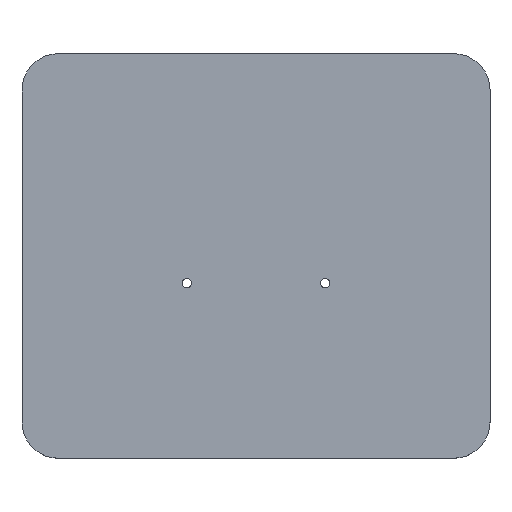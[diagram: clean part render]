
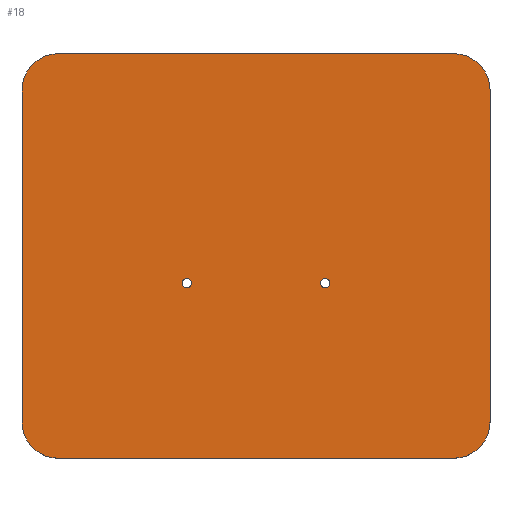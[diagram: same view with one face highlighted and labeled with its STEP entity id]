
A CAD part, top view. The second image highlights one B-rep face of the part: STEP entity #18.
In plain terms, the highlighted planar face has unit normal (0, 0, 1).
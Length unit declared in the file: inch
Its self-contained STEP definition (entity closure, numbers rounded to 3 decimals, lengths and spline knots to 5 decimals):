
#2 = DIRECTION ( 'NONE',  ( -1., 0., 0. ) ) ;
#4 = VERTEX_POINT ( 'NONE', #208 ) ;
#9 = FACE_BOUND ( 'NONE', #270, .T. ) ;
#11 = DIRECTION ( 'NONE',  ( 0., 0., 1. ) ) ;
#17 = CARTESIAN_POINT ( 'NONE',  ( -4.29134, -4.38976, 0.66929 ) ) ;
#18 = ADVANCED_FACE ( 'NONE', ( #9, #523, #296 ), #407, .F. ) ;
#29 = CIRCLE ( 'NONE', #279, 0.7874 ) ;
#35 = VERTEX_POINT ( 'NONE', #112 ) ;
#39 = DIRECTION ( 'NONE',  ( -1., 0., 0. ) ) ;
#45 = EDGE_CURVE ( 'NONE', #212, #360, #471, .T. ) ;
#48 = EDGE_LOOP ( 'NONE', ( #443, #472 ) ) ;
#49 = LINE ( 'NONE', #478, #464 ) ;
#50 = ORIENTED_EDGE ( 'NONE', *, *, #462, .T. ) ;
#52 = CARTESIAN_POINT ( 'NONE',  ( 1.3995, -0.59055, 0.66929 ) ) ;
#67 = EDGE_CURVE ( 'NONE', #119, #168, #150, .T. ) ;
#70 = CIRCLE ( 'NONE', #439, 0.1005 ) ;
#72 = ORIENTED_EDGE ( 'NONE', *, *, #347, .T. ) ;
#80 = VERTEX_POINT ( 'NONE', #263 ) ;
#82 = VECTOR ( 'NONE', #341, 39.37008 ) ;
#84 = DIRECTION ( 'NONE',  ( 0., 0., 1. ) ) ;
#85 = DIRECTION ( 'NONE',  ( 0., 0., -1. ) ) ;
#94 = VERTEX_POINT ( 'NONE', #454 ) ;
#112 = CARTESIAN_POINT ( 'NONE',  ( 1.6005, -0.59055, 0.66929 ) ) ;
#119 = VERTEX_POINT ( 'NONE', #17 ) ;
#120 = EDGE_CURVE ( 'NONE', #168, #94, #358, .T. ) ;
#127 = DIRECTION ( 'NONE',  ( -1., 0., 0. ) ) ;
#133 = LINE ( 'NONE', #404, #411 ) ;
#149 = CARTESIAN_POINT ( 'NONE',  ( 4.29134, -4.38976, 0.66929 ) ) ;
#150 = LINE ( 'NONE', #149, #82 ) ;
#156 = VECTOR ( 'NONE', #231, 39.37008 ) ;
#158 = CARTESIAN_POINT ( 'NONE',  ( 5.07874, 3.60236, 0.66929 ) ) ;
#163 = DIRECTION ( 'NONE',  ( 0., 0., -1. ) ) ;
#166 = ORIENTED_EDGE ( 'NONE', *, *, #120, .T. ) ;
#168 = VERTEX_POINT ( 'NONE', #269 ) ;
#178 = DIRECTION ( 'NONE',  ( 0., 0., -1. ) ) ;
#184 = DIRECTION ( 'NONE',  ( 0., 0., -1. ) ) ;
#188 = ORIENTED_EDGE ( 'NONE', *, *, #283, .T. ) ;
#198 = DIRECTION ( 'NONE',  ( 0., 0., -1. ) ) ;
#200 = AXIS2_PLACEMENT_3D ( 'NONE', #318, #85, #483 ) ;
#205 = ORIENTED_EDGE ( 'NONE', *, *, #386, .T. ) ;
#208 = CARTESIAN_POINT ( 'NONE',  ( 4.29134, 4.38976, 0.66929 ) ) ;
#211 = EDGE_CURVE ( 'NONE', #94, #230, #277, .T. ) ;
#212 = VERTEX_POINT ( 'NONE', #227 ) ;
#214 = DIRECTION ( 'NONE',  ( 0., 0., 1. ) ) ;
#217 = DIRECTION ( 'NONE',  ( -1., 0., 0. ) ) ;
#227 = CARTESIAN_POINT ( 'NONE',  ( -1.6005, -0.59055, 0.66929 ) ) ;
#230 = VERTEX_POINT ( 'NONE', #158 ) ;
#231 = DIRECTION ( 'NONE',  ( 0., 1., 0. ) ) ;
#232 = DIRECTION ( 'NONE',  ( 0., -1., 0. ) ) ;
#233 = CARTESIAN_POINT ( 'NONE',  ( -5.07874, 3.60236, 0.66929 ) ) ;
#240 = EDGE_CURVE ( 'NONE', #260, #80, #49, .T. ) ;
#244 = EDGE_CURVE ( 'NONE', #230, #4, #343, .T. ) ;
#247 = AXIS2_PLACEMENT_3D ( 'NONE', #526, #84, #39 ) ;
#249 = CIRCLE ( 'NONE', #406, 0.1005 ) ;
#250 = VERTEX_POINT ( 'NONE', #521 ) ;
#253 = AXIS2_PLACEMENT_3D ( 'NONE', #452, #178, #447 ) ;
#260 = VERTEX_POINT ( 'NONE', #233 ) ;
#263 = CARTESIAN_POINT ( 'NONE',  ( -5.07874, -3.60236, 0.66929 ) ) ;
#265 = ORIENTED_EDGE ( 'NONE', *, *, #67, .T. ) ;
#269 = CARTESIAN_POINT ( 'NONE',  ( 4.29134, -4.38976, 0.66929 ) ) ;
#270 = EDGE_LOOP ( 'NONE', ( #494, #72 ) ) ;
#273 = EDGE_CURVE ( 'NONE', #412, #35, #70, .T. ) ;
#274 = DIRECTION ( 'NONE',  ( 0., 0., 1. ) ) ;
#277 = LINE ( 'NONE', #476, #156 ) ;
#279 = AXIS2_PLACEMENT_3D ( 'NONE', #321, #11, #324 ) ;
#283 = EDGE_CURVE ( 'NONE', #80, #119, #319, .T. ) ;
#296 = FACE_OUTER_BOUND ( 'NONE', #489, .T. ) ;
#299 = AXIS2_PLACEMENT_3D ( 'NONE', #421, #184, #217 ) ;
#318 = CARTESIAN_POINT ( 'NONE',  ( -1.5, -0.59055, 0.66929 ) ) ;
#319 = CIRCLE ( 'NONE', #247, 0.7874 ) ;
#320 = CARTESIAN_POINT ( 'NONE',  ( -1.3995, -0.59055, 0.66929 ) ) ;
#321 = CARTESIAN_POINT ( 'NONE',  ( -4.29134, 3.60236, 0.66929 ) ) ;
#324 = DIRECTION ( 'NONE',  ( 1., 0., 0. ) ) ;
#332 = EDGE_CURVE ( 'NONE', #360, #212, #403, .T. ) ;
#333 = DIRECTION ( 'NONE',  ( 1., 0., 0. ) ) ;
#341 = DIRECTION ( 'NONE',  ( 1., 0., 0. ) ) ;
#343 = CIRCLE ( 'NONE', #355, 0.7874 ) ;
#347 = EDGE_CURVE ( 'NONE', #35, #412, #249, .T. ) ;
#351 = AXIS2_PLACEMENT_3D ( 'NONE', #422, #214, #333 ) ;
#355 = AXIS2_PLACEMENT_3D ( 'NONE', #433, #274, #395 ) ;
#358 = CIRCLE ( 'NONE', #351, 0.7874 ) ;
#360 = VERTEX_POINT ( 'NONE', #320 ) ;
#386 = EDGE_CURVE ( 'NONE', #250, #260, #29, .T. ) ;
#391 = ORIENTED_EDGE ( 'NONE', *, *, #244, .T. ) ;
#394 = CARTESIAN_POINT ( 'NONE',  ( 1.5, -0.59055, 0.66929 ) ) ;
#395 = DIRECTION ( 'NONE',  ( 1., 0., 0. ) ) ;
#403 = CIRCLE ( 'NONE', #200, 0.1005 ) ;
#404 = CARTESIAN_POINT ( 'NONE',  ( 4.29134, 4.38976, 0.66929 ) ) ;
#406 = AXIS2_PLACEMENT_3D ( 'NONE', #394, #163, #2 ) ;
#407 = PLANE ( 'NONE',  #253 ) ;
#411 = VECTOR ( 'NONE', #438, 39.37008 ) ;
#412 = VERTEX_POINT ( 'NONE', #52 ) ;
#421 = CARTESIAN_POINT ( 'NONE',  ( -1.5, -0.59055, 0.66929 ) ) ;
#422 = CARTESIAN_POINT ( 'NONE',  ( 4.29134, -3.60236, 0.66929 ) ) ;
#429 = CARTESIAN_POINT ( 'NONE',  ( 1.5, -0.59055, 0.66929 ) ) ;
#433 = CARTESIAN_POINT ( 'NONE',  ( 4.29134, 3.60236, 0.66929 ) ) ;
#438 = DIRECTION ( 'NONE',  ( -1., 0., 0. ) ) ;
#439 = AXIS2_PLACEMENT_3D ( 'NONE', #429, #198, #127 ) ;
#443 = ORIENTED_EDGE ( 'NONE', *, *, #45, .T. ) ;
#447 = DIRECTION ( 'NONE',  ( -1., 0., 0. ) ) ;
#450 = ORIENTED_EDGE ( 'NONE', *, *, #211, .T. ) ;
#452 = CARTESIAN_POINT ( 'NONE',  ( -4.29134, -3.60236, 0.66929 ) ) ;
#454 = CARTESIAN_POINT ( 'NONE',  ( 5.07874, -3.60236, 0.66929 ) ) ;
#462 = EDGE_CURVE ( 'NONE', #4, #250, #133, .T. ) ;
#464 = VECTOR ( 'NONE', #232, 39.37008 ) ;
#470 = ORIENTED_EDGE ( 'NONE', *, *, #240, .T. ) ;
#471 = CIRCLE ( 'NONE', #299, 0.1005 ) ;
#472 = ORIENTED_EDGE ( 'NONE', *, *, #332, .T. ) ;
#476 = CARTESIAN_POINT ( 'NONE',  ( 5.07874, -3.60236, 0.66929 ) ) ;
#478 = CARTESIAN_POINT ( 'NONE',  ( -5.07874, -3.60236, 0.66929 ) ) ;
#483 = DIRECTION ( 'NONE',  ( -1., 0., 0. ) ) ;
#489 = EDGE_LOOP ( 'NONE', ( #188, #265, #166, #450, #391, #50, #205, #470 ) ) ;
#494 = ORIENTED_EDGE ( 'NONE', *, *, #273, .T. ) ;
#521 = CARTESIAN_POINT ( 'NONE',  ( -4.29134, 4.38976, 0.66929 ) ) ;
#523 = FACE_BOUND ( 'NONE', #48, .T. ) ;
#526 = CARTESIAN_POINT ( 'NONE',  ( -4.29134, -3.60236, 0.66929 ) ) ;
